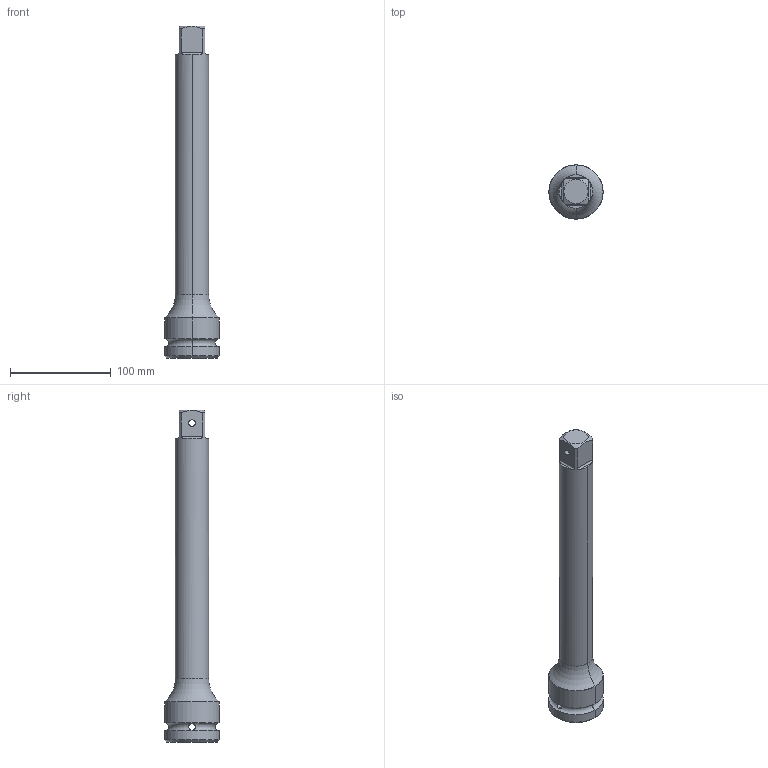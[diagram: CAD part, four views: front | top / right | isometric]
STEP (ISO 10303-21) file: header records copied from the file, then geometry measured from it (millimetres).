
FILE_DESCRIPTION((''),'2;1');
FILE_NAME('4027163418','2023-08-22T12:46:36',('A00565553'),(''),'CREO PARAMETRIC BY PTC INC, 2022414','CREO PARAMETRIC BY PTC INC, 2022414','');
FILE_SCHEMA(('CONFIG_CONTROL_DESIGN','GEOMETRIC_VALIDATION_PROPERTIES_MIM'));
Length unit declared in the file: millimetre
Products named in the file (1): 4027163418
Bounding box: 54 x 54 x 330 mm (x, y, z)
Volume: 320137 mm3; surface area: 44603.9 mm2
Topology: 1 solids, 1 shells, 53 faces, 130 edges, 80 vertices
Faces by surface type: cylinder 20, plane 19, cone 8, torus 6
Entity records: 2227 total; most frequent: CARTESIAN_POINT 461, DIRECTION 262, ORIENTED_EDGE 260, PRESENTATION_STYLE_ASSIGNMENT 131, STYLED_ITEM 131, CURVE_STYLE 130, EDGE_CURVE 130, AXIS2_PLACEMENT_3D 105
